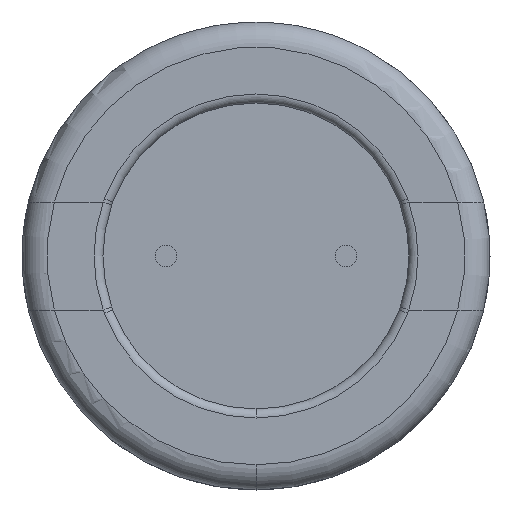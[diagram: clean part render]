
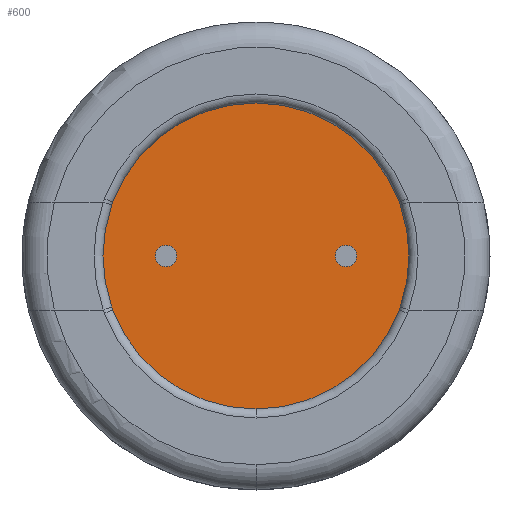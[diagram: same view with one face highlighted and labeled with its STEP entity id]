
A CAD part, front view. The second image highlights one B-rep face of the part: STEP entity #600.
In plain terms, the highlighted planar face has unit normal (0, -1, 0).
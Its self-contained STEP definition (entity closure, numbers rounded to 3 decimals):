
#21 = EDGE_LOOP ( 'NONE', ( #1568, #4309 ) ) ;
#44 = CARTESIAN_POINT ( 'NONE',  ( 0., 0.25, 0. ) ) ;
#66 = CIRCLE ( 'NONE', #5165, 4.25 ) ;
#192 = DIRECTION ( 'NONE',  ( 0., 0., -1. ) ) ;
#217 = CIRCLE ( 'NONE', #1164, 0.3 ) ;
#259 = DIRECTION ( 'NONE',  ( 0., -1., 0. ) ) ;
#263 = VERTEX_POINT ( 'NONE', #1351 ) ;
#361 = CIRCLE ( 'NONE', #1056, 0.3 ) ;
#448 = ORIENTED_EDGE ( 'NONE', *, *, #5327, .T. ) ;
#457 = EDGE_CURVE ( 'NONE', #4869, #1580, #66, .T. ) ;
#550 = CARTESIAN_POINT ( 'NONE',  ( 0., 0.25, 0. ) ) ;
#594 = DIRECTION ( 'NONE',  ( 0., -1., 0. ) ) ;
#600 = ADVANCED_FACE ( 'NONE', ( #4117, #815, #3276 ), #1632, .T. ) ;
#615 = DIRECTION ( 'NONE',  ( 0., -1., 0. ) ) ;
#618 = CARTESIAN_POINT ( 'NONE',  ( 0., 0.25, 0. ) ) ;
#655 = CARTESIAN_POINT ( 'NONE',  ( 3.976, 0.25, 1.5 ) ) ;
#675 = CARTESIAN_POINT ( 'NONE',  ( 0., 0.25, 0. ) ) ;
#686 = EDGE_CURVE ( 'NONE', #2824, #2022, #1961, .T. ) ;
#725 = CARTESIAN_POINT ( 'NONE',  ( -2.5, 0.25, 0. ) ) ;
#759 = VERTEX_POINT ( 'NONE', #2594 ) ;
#788 = EDGE_CURVE ( 'NONE', #2022, #759, #3410, .T. ) ;
#798 = CIRCLE ( 'NONE', #3742, 4.25 ) ;
#811 = EDGE_CURVE ( 'NONE', #1938, #1877, #4023, .T. ) ;
#815 = FACE_BOUND ( 'NONE', #4092, .T. ) ;
#906 = EDGE_CURVE ( 'NONE', #4055, #1049, #4217, .T. ) ;
#965 = CARTESIAN_POINT ( 'NONE',  ( 2.5, 0.25, 0.3 ) ) ;
#993 = ORIENTED_EDGE ( 'NONE', *, *, #788, .T. ) ;
#1003 = CARTESIAN_POINT ( 'NONE',  ( 2.5, 0.25, 0. ) ) ;
#1042 = ORIENTED_EDGE ( 'NONE', *, *, #3727, .T. ) ;
#1049 = VERTEX_POINT ( 'NONE', #5353 ) ;
#1056 = AXIS2_PLACEMENT_3D ( 'NONE', #725, #4986, #2494 ) ;
#1130 = DIRECTION ( 'NONE',  ( 0., -1., 0. ) ) ;
#1164 = AXIS2_PLACEMENT_3D ( 'NONE', #3836, #2584, #3374 ) ;
#1166 = DIRECTION ( 'NONE',  ( 0., -1., 0. ) ) ;
#1181 = EDGE_LOOP ( 'NONE', ( #4339, #993, #3616, #4394, #2099, #448, #2856, #2368, #1042 ) ) ;
#1238 = VERTEX_POINT ( 'NONE', #1766 ) ;
#1332 = AXIS2_PLACEMENT_3D ( 'NONE', #618, #1463, #4757 ) ;
#1351 = CARTESIAN_POINT ( 'NONE',  ( -4.007, 0.25, 1.417 ) ) ;
#1463 = DIRECTION ( 'NONE',  ( 0., -1., 0. ) ) ;
#1487 = CARTESIAN_POINT ( 'NONE',  ( 0., 0.25, 0. ) ) ;
#1559 = AXIS2_PLACEMENT_3D ( 'NONE', #3187, #1166, #3697 ) ;
#1568 = ORIENTED_EDGE ( 'NONE', *, *, #906, .F. ) ;
#1580 = VERTEX_POINT ( 'NONE', #3076 ) ;
#1632 = PLANE ( 'NONE',  #3950 ) ;
#1689 = AXIS2_PLACEMENT_3D ( 'NONE', #1899, #259, #3546 ) ;
#1758 = EDGE_CURVE ( 'NONE', #4282, #1238, #361, .T. ) ;
#1762 = CIRCLE ( 'NONE', #2200, 4.25 ) ;
#1766 = CARTESIAN_POINT ( 'NONE',  ( -2.5, 0.25, 0.3 ) ) ;
#1877 = VERTEX_POINT ( 'NONE', #3611 ) ;
#1899 = CARTESIAN_POINT ( 'NONE',  ( 0., 0.25, 0. ) ) ;
#1938 = VERTEX_POINT ( 'NONE', #655 ) ;
#1961 = CIRCLE ( 'NONE', #4542, 4.25 ) ;
#2022 = VERTEX_POINT ( 'NONE', #4978 ) ;
#2067 = AXIS2_PLACEMENT_3D ( 'NONE', #1003, #594, #4613 ) ;
#2099 = ORIENTED_EDGE ( 'NONE', *, *, #3964, .T. ) ;
#2127 = ORIENTED_EDGE ( 'NONE', *, *, #2598, .F. ) ;
#2200 = AXIS2_PLACEMENT_3D ( 'NONE', #4336, #4365, #3849 ) ;
#2340 = DIRECTION ( 'NONE',  ( 0., 0., -1. ) ) ;
#2368 = ORIENTED_EDGE ( 'NONE', *, *, #457, .T. ) ;
#2379 = DIRECTION ( 'NONE',  ( 0., -1., 0. ) ) ;
#2494 = DIRECTION ( 'NONE',  ( 0., 0., -1. ) ) ;
#2523 = CIRCLE ( 'NONE', #1332, 4.25 ) ;
#2584 = DIRECTION ( 'NONE',  ( 0., -1., 0. ) ) ;
#2594 = CARTESIAN_POINT ( 'NONE',  ( 4.007, 0.25, 1.417 ) ) ;
#2598 = EDGE_CURVE ( 'NONE', #1238, #4282, #2844, .T. ) ;
#2602 = CARTESIAN_POINT ( 'NONE',  ( -2.5, 0.25, -0.3 ) ) ;
#2824 = VERTEX_POINT ( 'NONE', #4395 ) ;
#2844 = CIRCLE ( 'NONE', #1559, 0.3 ) ;
#2856 = ORIENTED_EDGE ( 'NONE', *, *, #4188, .T. ) ;
#2954 = VERTEX_POINT ( 'NONE', #4972 ) ;
#3058 = DIRECTION ( 'NONE',  ( 0., 0., -1. ) ) ;
#3076 = CARTESIAN_POINT ( 'NONE',  ( 0., 0.25, -4.25 ) ) ;
#3187 = CARTESIAN_POINT ( 'NONE',  ( -2.5, 0.25, 0. ) ) ;
#3276 = FACE_OUTER_BOUND ( 'NONE', #1181, .T. ) ;
#3374 = DIRECTION ( 'NONE',  ( 0., 0., 1. ) ) ;
#3380 = CARTESIAN_POINT ( 'NONE',  ( 0., 0.25, 0. ) ) ;
#3410 = CIRCLE ( 'NONE', #4794, 4.25 ) ;
#3516 = DIRECTION ( 'NONE',  ( 0., 0., -1. ) ) ;
#3546 = DIRECTION ( 'NONE',  ( 0., 0., -1. ) ) ;
#3611 = CARTESIAN_POINT ( 'NONE',  ( -3.976, 0.25, 1.5 ) ) ;
#3616 = ORIENTED_EDGE ( 'NONE', *, *, #4124, .T. ) ;
#3668 = ORIENTED_EDGE ( 'NONE', *, *, #1758, .F. ) ;
#3697 = DIRECTION ( 'NONE',  ( 0., 0., -1. ) ) ;
#3727 = EDGE_CURVE ( 'NONE', #1580, #2824, #798, .T. ) ;
#3742 = AXIS2_PLACEMENT_3D ( 'NONE', #675, #2379, #4360 ) ;
#3836 = CARTESIAN_POINT ( 'NONE',  ( 2.5, 0.25, 0. ) ) ;
#3849 = DIRECTION ( 'NONE',  ( 0., 0., -1. ) ) ;
#3950 = AXIS2_PLACEMENT_3D ( 'NONE', #44, #5004, #4570 ) ;
#3964 = EDGE_CURVE ( 'NONE', #1877, #263, #4349, .T. ) ;
#4006 = EDGE_CURVE ( 'NONE', #1049, #4055, #217, .T. ) ;
#4023 = CIRCLE ( 'NONE', #1689, 4.25 ) ;
#4042 = CARTESIAN_POINT ( 'NONE',  ( 0., 0.25, 0. ) ) ;
#4055 = VERTEX_POINT ( 'NONE', #965 ) ;
#4092 = EDGE_LOOP ( 'NONE', ( #2127, #3668 ) ) ;
#4117 = FACE_BOUND ( 'NONE', #21, .T. ) ;
#4124 = EDGE_CURVE ( 'NONE', #759, #1938, #4952, .T. ) ;
#4188 = EDGE_CURVE ( 'NONE', #2954, #4869, #1762, .T. ) ;
#4217 = CIRCLE ( 'NONE', #2067, 0.3 ) ;
#4247 = DIRECTION ( 'NONE',  ( 0., -1., 0. ) ) ;
#4282 = VERTEX_POINT ( 'NONE', #2602 ) ;
#4300 = DIRECTION ( 'NONE',  ( 0., -1., 0. ) ) ;
#4309 = ORIENTED_EDGE ( 'NONE', *, *, #4006, .F. ) ;
#4336 = CARTESIAN_POINT ( 'NONE',  ( 0., 0.25, 0. ) ) ;
#4339 = ORIENTED_EDGE ( 'NONE', *, *, #686, .T. ) ;
#4349 = CIRCLE ( 'NONE', #5040, 4.25 ) ;
#4360 = DIRECTION ( 'NONE',  ( 0., 0., -1. ) ) ;
#4365 = DIRECTION ( 'NONE',  ( 0., -1., 0. ) ) ;
#4394 = ORIENTED_EDGE ( 'NONE', *, *, #811, .T. ) ;
#4395 = CARTESIAN_POINT ( 'NONE',  ( 3.976, 0.25, -1.5 ) ) ;
#4542 = AXIS2_PLACEMENT_3D ( 'NONE', #3380, #5055, #3058 ) ;
#4570 = DIRECTION ( 'NONE',  ( 0., 0., -1. ) ) ;
#4613 = DIRECTION ( 'NONE',  ( 0., 0., 1. ) ) ;
#4688 = AXIS2_PLACEMENT_3D ( 'NONE', #1487, #615, #4753 ) ;
#4753 = DIRECTION ( 'NONE',  ( 0., 0., -1. ) ) ;
#4757 = DIRECTION ( 'NONE',  ( 0., 0., -1. ) ) ;
#4794 = AXIS2_PLACEMENT_3D ( 'NONE', #550, #4247, #3516 ) ;
#4869 = VERTEX_POINT ( 'NONE', #5071 ) ;
#4952 = CIRCLE ( 'NONE', #4688, 4.25 ) ;
#4972 = CARTESIAN_POINT ( 'NONE',  ( -4.007, 0.25, -1.417 ) ) ;
#4978 = CARTESIAN_POINT ( 'NONE',  ( 4.007, 0.25, -1.417 ) ) ;
#4986 = DIRECTION ( 'NONE',  ( 0., -1., 0. ) ) ;
#5004 = DIRECTION ( 'NONE',  ( 0., -1., 0. ) ) ;
#5040 = AXIS2_PLACEMENT_3D ( 'NONE', #5108, #4300, #192 ) ;
#5055 = DIRECTION ( 'NONE',  ( 0., -1., 0. ) ) ;
#5071 = CARTESIAN_POINT ( 'NONE',  ( -3.976, 0.25, -1.5 ) ) ;
#5108 = CARTESIAN_POINT ( 'NONE',  ( 0., 0.25, 0. ) ) ;
#5165 = AXIS2_PLACEMENT_3D ( 'NONE', #4042, #1130, #2340 ) ;
#5327 = EDGE_CURVE ( 'NONE', #263, #2954, #2523, .T. ) ;
#5353 = CARTESIAN_POINT ( 'NONE',  ( 2.5, 0.25, -0.3 ) ) ;
